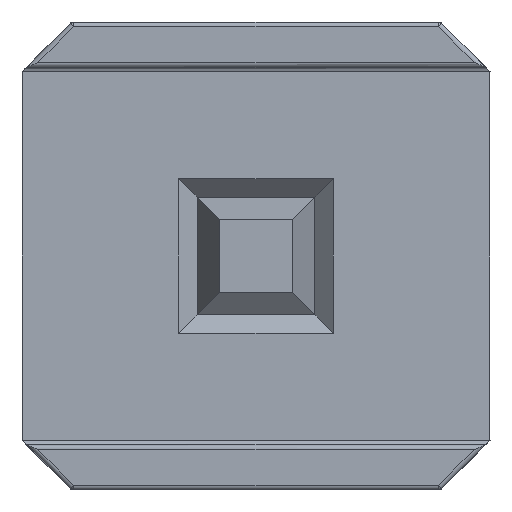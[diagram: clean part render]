
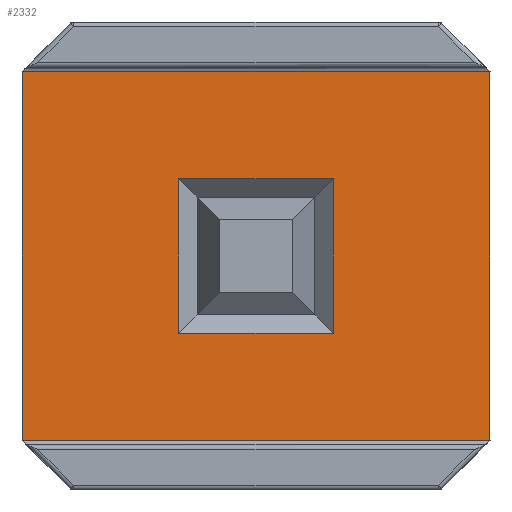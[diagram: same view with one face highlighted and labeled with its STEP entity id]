
A CAD part, front view. The second image highlights one B-rep face of the part: STEP entity #2332.
In plain terms, the highlighted planar face has unit normal (0, -1, 0).
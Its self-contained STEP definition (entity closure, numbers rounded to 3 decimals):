
#137 = VECTOR ( 'NONE', #2130, 1000. ) ;
#145 = ORIENTED_EDGE ( 'NONE', *, *, #1236, .F. ) ;
#274 = LINE ( 'NONE', #465, #556 ) ;
#327 = DIRECTION ( 'NONE',  ( 0., 0., -1. ) ) ;
#357 = EDGE_CURVE ( 'NONE', #766, #1140, #432, .T. ) ;
#374 = CARTESIAN_POINT ( 'NONE',  ( -0.42, 0.54, 0.42 ) ) ;
#388 = AXIS2_PLACEMENT_3D ( 'NONE', #1883, #1825, #1274 ) ;
#432 = LINE ( 'NONE', #1264, #472 ) ;
#465 = CARTESIAN_POINT ( 'NONE',  ( 0., 0.54, 0.42 ) ) ;
#472 = VECTOR ( 'NONE', #1039, 1000. ) ;
#481 = EDGE_CURVE ( 'NONE', #2065, #766, #1516, .T. ) ;
#483 = EDGE_LOOP ( 'NONE', ( #1215, #145, #716, #1817 ) ) ;
#527 = CARTESIAN_POINT ( 'NONE',  ( -0.42, 0.54, 0. ) ) ;
#531 = EDGE_CURVE ( 'NONE', #551, #1165, #1132, .T. ) ;
#545 = CARTESIAN_POINT ( 'NONE',  ( 0., 0.54, -0.42 ) ) ;
#551 = VERTEX_POINT ( 'NONE', #374 ) ;
#556 = VECTOR ( 'NONE', #2357, 1000. ) ;
#560 = VECTOR ( 'NONE', #327, 1000. ) ;
#604 = CARTESIAN_POINT ( 'NONE',  ( 0.42, 0.54, 0.42 ) ) ;
#622 = CARTESIAN_POINT ( 'NONE',  ( -1.27, 0.54, -1. ) ) ;
#716 = ORIENTED_EDGE ( 'NONE', *, *, #1953, .F. ) ;
#750 = CARTESIAN_POINT ( 'NONE',  ( -1.27, 0.54, 1. ) ) ;
#766 = VERTEX_POINT ( 'NONE', #1262 ) ;
#770 = VECTOR ( 'NONE', #1365, 1000. ) ;
#845 = CARTESIAN_POINT ( 'NONE',  ( -0.42, 0.54, -0.42 ) ) ;
#851 = LINE ( 'NONE', #1240, #1713 ) ;
#852 = EDGE_LOOP ( 'NONE', ( #1949, #1990, #2209, #1237 ) ) ;
#860 = FACE_BOUND ( 'NONE', #852, .T. ) ;
#882 = VERTEX_POINT ( 'NONE', #604 ) ;
#972 = CARTESIAN_POINT ( 'NONE',  ( 0.42, 0.54, -0.42 ) ) ;
#1039 = DIRECTION ( 'NONE',  ( -1., 0., 0. ) ) ;
#1132 = LINE ( 'NONE', #527, #560 ) ;
#1140 = VERTEX_POINT ( 'NONE', #622 ) ;
#1165 = VERTEX_POINT ( 'NONE', #845 ) ;
#1215 = ORIENTED_EDGE ( 'NONE', *, *, #481, .F. ) ;
#1236 = EDGE_CURVE ( 'NONE', #2256, #2065, #2159, .T. ) ;
#1237 = ORIENTED_EDGE ( 'NONE', *, *, #1256, .F. ) ;
#1240 = CARTESIAN_POINT ( 'NONE',  ( 0.42, 0.54, 0. ) ) ;
#1256 = EDGE_CURVE ( 'NONE', #882, #551, #274, .T. ) ;
#1262 = CARTESIAN_POINT ( 'NONE',  ( 1.27, 0.54, -1. ) ) ;
#1264 = CARTESIAN_POINT ( 'NONE',  ( 0., 0.54, -1. ) ) ;
#1274 = DIRECTION ( 'NONE',  ( 0., 0., 1. ) ) ;
#1365 = DIRECTION ( 'NONE',  ( 1., 0., 0. ) ) ;
#1429 = EDGE_CURVE ( 'NONE', #1165, #2176, #2386, .T. ) ;
#1489 = LINE ( 'NONE', #1518, #2188 ) ;
#1516 = LINE ( 'NONE', #2335, #137 ) ;
#1518 = CARTESIAN_POINT ( 'NONE',  ( -1.27, 0.54, -1. ) ) ;
#1656 = FACE_OUTER_BOUND ( 'NONE', #483, .T. ) ;
#1659 = DIRECTION ( 'NONE',  ( 0., 0., 1. ) ) ;
#1713 = VECTOR ( 'NONE', #1659, 1000. ) ;
#1817 = ORIENTED_EDGE ( 'NONE', *, *, #357, .F. ) ;
#1825 = DIRECTION ( 'NONE',  ( 0., 1., 0. ) ) ;
#1863 = EDGE_CURVE ( 'NONE', #2176, #882, #851, .T. ) ;
#1883 = CARTESIAN_POINT ( 'NONE',  ( 0., 0.54, 0. ) ) ;
#1932 = CARTESIAN_POINT ( 'NONE',  ( 1.27, 0.54, 1. ) ) ;
#1949 = ORIENTED_EDGE ( 'NONE', *, *, #1863, .F. ) ;
#1951 = DIRECTION ( 'NONE',  ( 1., 0., 0. ) ) ;
#1953 = EDGE_CURVE ( 'NONE', #1140, #2256, #1489, .T. ) ;
#1990 = ORIENTED_EDGE ( 'NONE', *, *, #1429, .F. ) ;
#2065 = VERTEX_POINT ( 'NONE', #1932 ) ;
#2121 = DIRECTION ( 'NONE',  ( 0., 0., 1. ) ) ;
#2130 = DIRECTION ( 'NONE',  ( 0., 0., -1. ) ) ;
#2159 = LINE ( 'NONE', #2301, #2578 ) ;
#2176 = VERTEX_POINT ( 'NONE', #972 ) ;
#2188 = VECTOR ( 'NONE', #2121, 1000. ) ;
#2209 = ORIENTED_EDGE ( 'NONE', *, *, #531, .F. ) ;
#2256 = VERTEX_POINT ( 'NONE', #750 ) ;
#2301 = CARTESIAN_POINT ( 'NONE',  ( 0., 0.54, 1. ) ) ;
#2332 = ADVANCED_FACE ( 'NONE', ( #860, #1656 ), #2456, .F. ) ;
#2335 = CARTESIAN_POINT ( 'NONE',  ( 1.27, 0.54, 1. ) ) ;
#2357 = DIRECTION ( 'NONE',  ( -1., 0., 0. ) ) ;
#2386 = LINE ( 'NONE', #545, #770 ) ;
#2456 = PLANE ( 'NONE',  #388 ) ;
#2578 = VECTOR ( 'NONE', #1951, 1000. ) ;
